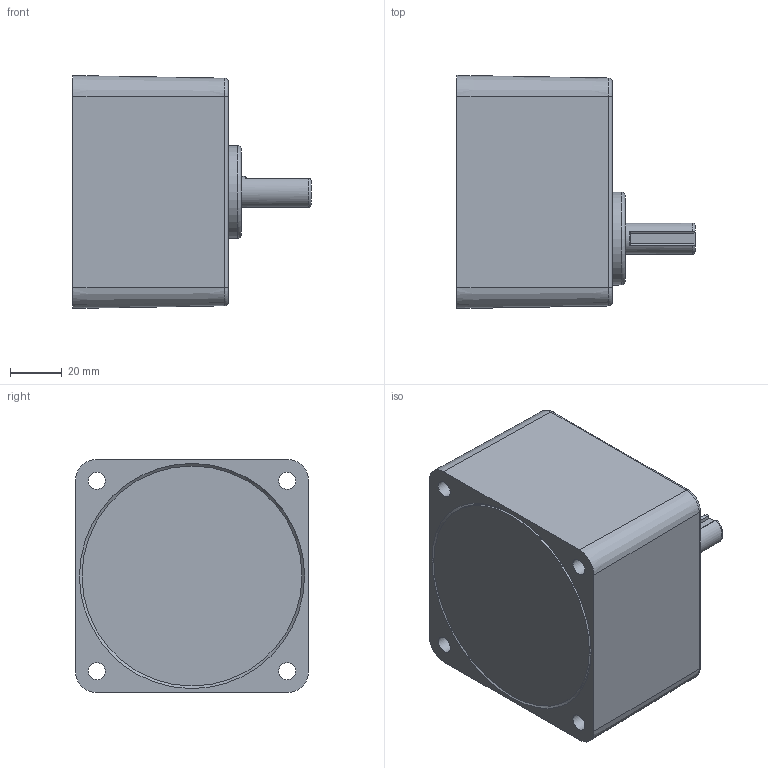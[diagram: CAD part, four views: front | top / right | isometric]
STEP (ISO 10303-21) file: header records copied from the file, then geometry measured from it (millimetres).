
FILE_DESCRIPTION(/* description */ ('Unknown'),/* implementation_level */ '2;1');
FILE_NAME(/* name */ 'Transmotec-Cad-S90A',/* time_stamp */ '2024-11-14T16:41:13+01:00',/* author */ ('Unknown'),/* organization */ ('Unknown'),/* preprocessor_version */ 'ST-DEVELOPER v19.4',/* originating_system */ 'Solid Edge',/* authorisation */ 'Unknown');
FILE_SCHEMA (('AUTOMOTIVE_DESIGN {1 0 10303 214 3 1 1}'));
Length unit declared in the file: millimetre
Products named in the file (1): Transmotec-Cad-S90A
Bounding box: 92 x 90 x 90 mm (x, y, z)
Volume: 461193.9 mm3; surface area: 54618.1 mm2
Topology: 1 solids, 2 shells, 58 faces, 143 edges, 94 vertices
Faces by surface type: plane 21, cylinder 13, cone 13, torus 9, bspline 2
Full cylindrical faces by diameter (mm): 6.5 x4, 12 x2, 13 x1, 85 x2
Entity records: 1716 total; most frequent: CARTESIAN_POINT 476, DIRECTION 262, ORIENTED_EDGE 206, AXIS2_PLACEMENT_3D 111, EDGE_CURVE 103, EDGE_LOOP 94, FACE_BOUND 94, VERTEX_POINT 75
